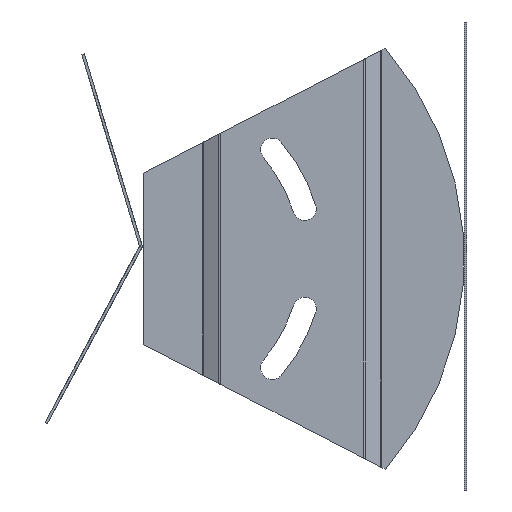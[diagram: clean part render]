
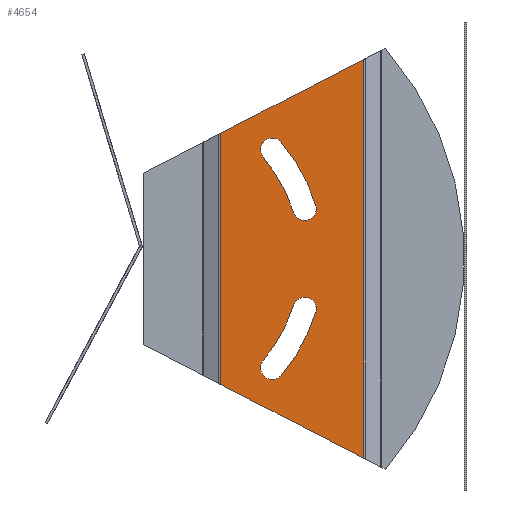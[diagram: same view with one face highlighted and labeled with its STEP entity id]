
A CAD part, front view. The second image highlights one B-rep face of the part: STEP entity #4654.
In plain terms, the highlighted face is planar.
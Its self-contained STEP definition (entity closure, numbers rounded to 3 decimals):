
#57 = EDGE_CURVE ( 'NONE', #1226, #1216, #635, .T. ) ;
#59 = EDGE_CURVE ( 'NONE', #1213, #1227, #640, .T. ) ;
#60 = EDGE_CURVE ( 'NONE', #1198, #1213, #641, .T. ) ;
#61 = EDGE_CURVE ( 'NONE', #1218, #1198, #642, .T. ) ;
#62 = EDGE_CURVE ( 'NONE', #1227, #1218, #639, .T. ) ;
#63 = EDGE_CURVE ( 'NONE', #1201, #1225, #643, .T. ) ;
#64 = EDGE_CURVE ( 'NONE', #1217, #1201, #644, .T. ) ;
#65 = EDGE_CURVE ( 'NONE', #1219, #1217, #645, .T. ) ;
#66 = EDGE_CURVE ( 'NONE', #1225, #1219, #646, .T. ) ;
#67 = EDGE_CURVE ( 'NONE', #1223, #1216, #647, .T. ) ;
#68 = EDGE_CURVE ( 'NONE', #1224, #1223, #649, .T. ) ;
#69 = EDGE_CURVE ( 'NONE', #1226, #1224, #648, .T. ) ;
#312 = CARTESIAN_POINT ( 'NONE',  ( 3.3, 41.215, -34.891 ) ) ;
#496 = AXIS2_PLACEMENT_3D ( 'NONE', #3116, #3117, #3118 ) ;
#497 = AXIS2_PLACEMENT_3D ( 'NONE', #3119, #3120, #3121 ) ;
#498 = AXIS2_PLACEMENT_3D ( 'NONE', #3122, #3123, #3124 ) ;
#499 = AXIS2_PLACEMENT_3D ( 'NONE', #3125, #3126, #3127 ) ;
#500 = AXIS2_PLACEMENT_3D ( 'NONE', #3128, #3129, #3130 ) ;
#501 = AXIS2_PLACEMENT_3D ( 'NONE', #3131, #3132, #3133 ) ;
#502 = AXIS2_PLACEMENT_3D ( 'NONE', #3134, #3135, #3136 ) ;
#503 = AXIS2_PLACEMENT_3D ( 'NONE', #3139, #3140, #3141 ) ;
#635 = LINE ( 'NONE', #3109, #637 ) ;
#637 = VECTOR ( 'NONE', #3111, 1000. ) ;
#639 = CIRCLE ( 'NONE', #499, 3.5 ) ;
#640 = CIRCLE ( 'NONE', #496, 47. ) ;
#641 = CIRCLE ( 'NONE', #497, 3.5 ) ;
#642 = CIRCLE ( 'NONE', #498, 54. ) ;
#643 = CIRCLE ( 'NONE', #500, 3.5 ) ;
#644 = CIRCLE ( 'NONE', #501, 54. ) ;
#645 = CIRCLE ( 'NONE', #502, 3.5 ) ;
#646 = CIRCLE ( 'NONE', #503, 47. ) ;
#647 = LINE ( 'NONE', #3138, #650 ) ;
#648 = LINE ( 'NONE', #3137, #654 ) ;
#649 = LINE ( 'NONE', #3142, #652 ) ;
#650 = VECTOR ( 'NONE', #3115, 1000. ) ;
#652 = VECTOR ( 'NONE', #3144, 1000. ) ;
#654 = VECTOR ( 'NONE', #3145, 1000. ) ;
#1198 = VERTEX_POINT ( 'NONE', #2357 ) ;
#1201 = VERTEX_POINT ( 'NONE', #2360 ) ;
#1213 = VERTEX_POINT ( 'NONE', #2372 ) ;
#1216 = VERTEX_POINT ( 'NONE', #2375 ) ;
#1217 = VERTEX_POINT ( 'NONE', #2377 ) ;
#1218 = VERTEX_POINT ( 'NONE', #312 ) ;
#1219 = VERTEX_POINT ( 'NONE', #1838 ) ;
#1223 = VERTEX_POINT ( 'NONE', #1842 ) ;
#1224 = VERTEX_POINT ( 'NONE', #1843 ) ;
#1225 = VERTEX_POINT ( 'NONE', #1844 ) ;
#1226 = VERTEX_POINT ( 'NONE', #1845 ) ;
#1227 = VERTEX_POINT ( 'NONE', #1846 ) ;
#1704 = ORIENTED_EDGE ( 'NONE', *, *, #69, .F. ) ;
#1705 = ORIENTED_EDGE ( 'NONE', *, *, #68, .F. ) ;
#1706 = ORIENTED_EDGE ( 'NONE', *, *, #67, .F. ) ;
#1707 = ORIENTED_EDGE ( 'NONE', *, *, #57, .T. ) ;
#1708 = ORIENTED_EDGE ( 'NONE', *, *, #66, .F. ) ;
#1709 = ORIENTED_EDGE ( 'NONE', *, *, #65, .F. ) ;
#1710 = ORIENTED_EDGE ( 'NONE', *, *, #64, .F. ) ;
#1711 = ORIENTED_EDGE ( 'NONE', *, *, #63, .F. ) ;
#1712 = ORIENTED_EDGE ( 'NONE', *, *, #62, .F. ) ;
#1713 = ORIENTED_EDGE ( 'NONE', *, *, #61, .F. ) ;
#1714 = ORIENTED_EDGE ( 'NONE', *, *, #60, .F. ) ;
#1715 = ORIENTED_EDGE ( 'NONE', *, *, #59, .F. ) ;
#1838 = CARTESIAN_POINT ( 'NONE',  ( 3.3, 44.886, 13.937 ) ) ;
#1842 = CARTESIAN_POINT ( 'NONE',  ( 3.3, 65.882, -59.62 ) ) ;
#1843 = CARTESIAN_POINT ( 'NONE',  ( 3.3, 65.882, 59.62 ) ) ;
#1844 = CARTESIAN_POINT ( 'NONE',  ( 3.3, 35.872, 30.368 ) ) ;
#1845 = CARTESIAN_POINT ( 'NONE',  ( 3.3, 23.118, 37.57 ) ) ;
#1846 = CARTESIAN_POINT ( 'NONE',  ( 3.3, 35.872, -30.368 ) ) ;
#2357 = CARTESIAN_POINT ( 'NONE',  ( 3.3, 51.571, -16.013 ) ) ;
#2360 = CARTESIAN_POINT ( 'NONE',  ( 3.3, 41.215, 34.891 ) ) ;
#2372 = CARTESIAN_POINT ( 'NONE',  ( 3.3, 44.886, -13.937 ) ) ;
#2375 = CARTESIAN_POINT ( 'NONE',  ( 3.3, 23.118, -37.57 ) ) ;
#2377 = CARTESIAN_POINT ( 'NONE',  ( 3.3, 51.571, 16.013 ) ) ;
#2783 = FACE_BOUND ( 'NONE', #4415, .T. ) ;
#2785 = FACE_OUTER_BOUND ( 'NONE', #4392, .T. ) ;
#2789 = FACE_BOUND ( 'NONE', #4398, .T. ) ;
#3109 = CARTESIAN_POINT ( 'NONE',  ( 3.3, 23.118, 200. ) ) ;
#3111 = DIRECTION ( 'NONE',  ( 0., 0., -1. ) ) ;
#3115 = DIRECTION ( 'NONE',  ( 0., -0.889, 0.458 ) ) ;
#3116 = CARTESIAN_POINT ( 'NONE',  ( 3.3, 0., 0. ) ) ;
#3117 = DIRECTION ( 'NONE',  ( -1., 0., 0. ) ) ;
#3118 = DIRECTION ( 'NONE',  ( 0., -1., 0. ) ) ;
#3119 = CARTESIAN_POINT ( 'NONE',  ( 3.3, 48.229, -14.975 ) ) ;
#3120 = DIRECTION ( 'NONE',  ( 1., 0., 0. ) ) ;
#3121 = DIRECTION ( 'NONE',  ( 0., -1., 0. ) ) ;
#3122 = CARTESIAN_POINT ( 'NONE',  ( 3.3, 0., 0. ) ) ;
#3123 = DIRECTION ( 'NONE',  ( 1., 0., 0. ) ) ;
#3124 = DIRECTION ( 'NONE',  ( 0., -1., 0. ) ) ;
#3125 = CARTESIAN_POINT ( 'NONE',  ( 3.3, 38.543, -32.629 ) ) ;
#3126 = DIRECTION ( 'NONE',  ( 1., 0., 0. ) ) ;
#3127 = DIRECTION ( 'NONE',  ( 0., -1., 0. ) ) ;
#3128 = CARTESIAN_POINT ( 'NONE',  ( 3.3, 38.543, 32.629 ) ) ;
#3129 = DIRECTION ( 'NONE',  ( 1., 0., 0. ) ) ;
#3130 = DIRECTION ( 'NONE',  ( 0., 1., 0. ) ) ;
#3131 = CARTESIAN_POINT ( 'NONE',  ( 3.3, 0., 0. ) ) ;
#3132 = DIRECTION ( 'NONE',  ( 1., 0., 0. ) ) ;
#3133 = DIRECTION ( 'NONE',  ( 0., 1., 0. ) ) ;
#3134 = CARTESIAN_POINT ( 'NONE',  ( 3.3, 48.229, 14.975 ) ) ;
#3135 = DIRECTION ( 'NONE',  ( 1., 0., 0. ) ) ;
#3136 = DIRECTION ( 'NONE',  ( 0., 1., 0. ) ) ;
#3137 = CARTESIAN_POINT ( 'NONE',  ( 3.3, 72.436, 63. ) ) ;
#3138 = CARTESIAN_POINT ( 'NONE',  ( 3.3, 72.436, -63. ) ) ;
#3139 = CARTESIAN_POINT ( 'NONE',  ( 3.3, 0., 0. ) ) ;
#3140 = DIRECTION ( 'NONE',  ( -1., 0., 0. ) ) ;
#3141 = DIRECTION ( 'NONE',  ( 0., 1., 0. ) ) ;
#3142 = CARTESIAN_POINT ( 'NONE',  ( 3.3, 65.882, 200. ) ) ;
#3144 = DIRECTION ( 'NONE',  ( 0., 0., -1. ) ) ;
#3145 = DIRECTION ( 'NONE',  ( 0., 0.889, 0.458 ) ) ;
#3473 = DIRECTION ( 'NONE',  ( -1., 0., 0. ) ) ;
#3475 = CARTESIAN_POINT ( 'NONE',  ( 3.3, 23.118, 200. ) ) ;
#3477 = PLANE ( 'NONE',  #3937 ) ;
#3479 = DIRECTION ( 'NONE',  ( 0., 0., 1. ) ) ;
#3937 = AXIS2_PLACEMENT_3D ( 'NONE', #3475, #3473, #3479 ) ;
#4392 = EDGE_LOOP ( 'NONE', ( #1707, #1706, #1705, #1704 ) ) ;
#4398 = EDGE_LOOP ( 'NONE', ( #1711, #1710, #1709, #1708 ) ) ;
#4415 = EDGE_LOOP ( 'NONE', ( #1715, #1714, #1713, #1712 ) ) ;
#4654 = ADVANCED_FACE ( 'NONE', ( #2783, #2789, #2785 ), #3477, .F. ) ;
